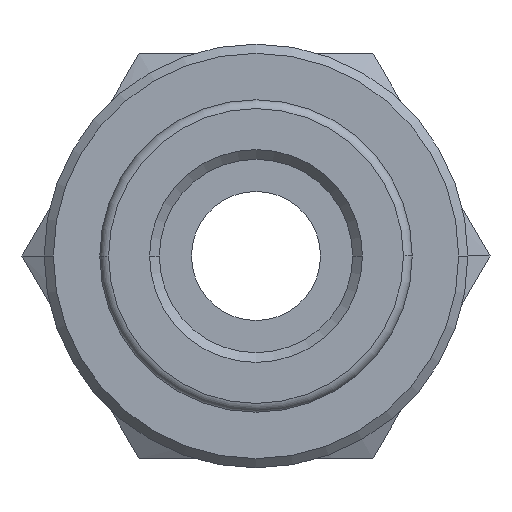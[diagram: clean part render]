
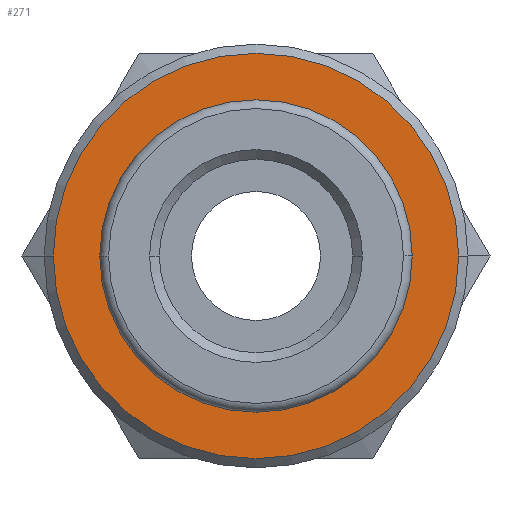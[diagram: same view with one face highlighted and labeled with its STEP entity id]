
A CAD part, front view. The second image highlights one B-rep face of the part: STEP entity #271.
In plain terms, the highlighted planar face has unit normal (0, -1, 0).
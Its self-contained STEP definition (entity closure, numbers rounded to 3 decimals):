
#271=ADVANCED_FACE('',(#544,#545),#546,.T.);
#544=FACE_OUTER_BOUND('',#809,.T.);
#545=FACE_BOUND('',#810,.T.);
#546=PLANE('',#811);
#809=EDGE_LOOP('',(#1478,#1479));
#810=EDGE_LOOP('',(#1480,#1481));
#811=AXIS2_PLACEMENT_3D('',#1482,#1483,#1484);
#1478=ORIENTED_EDGE('',*,*,#1701,.F.);
#1479=ORIENTED_EDGE('',*,*,#1554,.F.);
#1480=ORIENTED_EDGE('',*,*,#1533,.T.);
#1481=ORIENTED_EDGE('',*,*,#1731,.T.);
#1482=CARTESIAN_POINT('',(9.5,4.0,0.0));
#1483=DIRECTION('',(0.,-1.0,0.0));
#1484=DIRECTION('',(-1.0,0.,-0.0));
#1533=EDGE_CURVE('',#1815,#1819,#1821,.T.);
#1554=EDGE_CURVE('',#1853,#1848,#1855,.T.);
#1701=EDGE_CURVE('',#1848,#1853,#2049,.T.);
#1731=EDGE_CURVE('',#1819,#1815,#2080,.T.);
#1815=VERTEX_POINT('',#2232);
#1819=VERTEX_POINT('',#2237);
#1821=CIRCLE('',#2240,8.0);
#1848=VERTEX_POINT('',#2304);
#1853=VERTEX_POINT('',#2310);
#1855=CIRCLE('',#2313,11.0);
#2049=CIRCLE('',#2681,11.0);
#2080=CIRCLE('',#2751,8.0);
#2232=CARTESIAN_POINT('',(8.0,4.0,0.0));
#2237=CARTESIAN_POINT('',(-8.0,4.0,0.));
#2240=AXIS2_PLACEMENT_3D('',#2824,#2825,#2826);
#2304=CARTESIAN_POINT('',(11.0,4.0,0.0));
#2310=CARTESIAN_POINT('',(-11.0,4.0,0.));
#2313=AXIS2_PLACEMENT_3D('',#2851,#2852,#2853);
#2681=AXIS2_PLACEMENT_3D('',#3056,#3057,#3058);
#2751=AXIS2_PLACEMENT_3D('',#3077,#3078,#3079);
#2824=CARTESIAN_POINT('',(0.0,4.0,0.0));
#2825=DIRECTION('',(-0.0,1.0,0.0));
#2826=DIRECTION('',(1.0,0.0,0.0));
#2851=CARTESIAN_POINT('',(0.0,4.0,0.0));
#2852=DIRECTION('',(-0.0,1.0,0.0));
#2853=DIRECTION('',(1.0,0.0,0.0));
#3056=CARTESIAN_POINT('',(0.0,4.0,0.0));
#3057=DIRECTION('',(-0.0,1.0,0.0));
#3058=DIRECTION('',(1.0,0.0,0.0));
#3077=CARTESIAN_POINT('',(0.0,4.0,0.0));
#3078=DIRECTION('',(-0.0,1.0,0.0));
#3079=DIRECTION('',(1.0,0.0,0.0));
